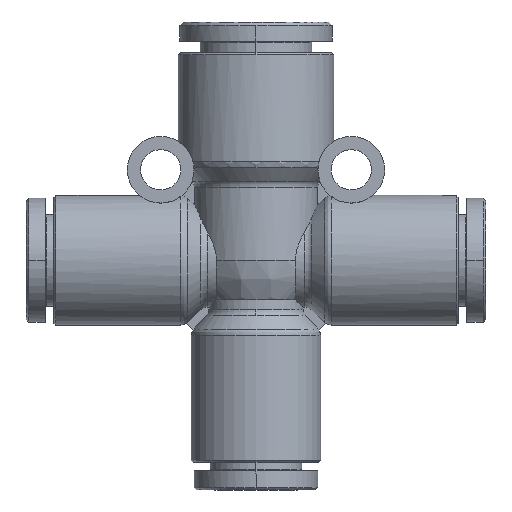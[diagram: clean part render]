
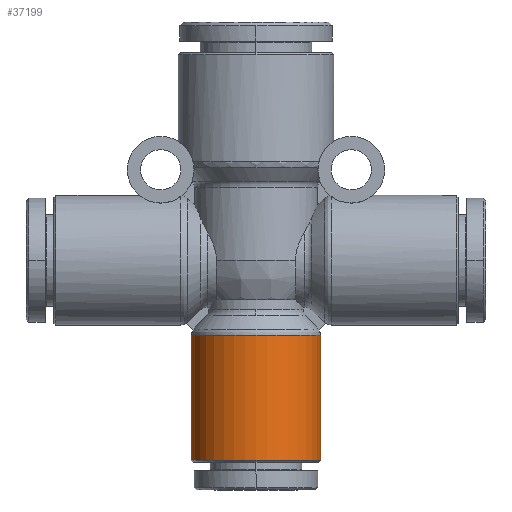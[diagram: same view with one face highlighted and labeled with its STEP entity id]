
A CAD part, front view. The second image highlights one B-rep face of the part: STEP entity #37199.
In plain terms, the highlighted cylindrical face has radius 6.8 mm (diameter 13.6 mm), a partial arc.
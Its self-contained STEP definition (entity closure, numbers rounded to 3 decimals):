
#2195 = CIRCLE ( 'NONE', #54802, 6.8 ) ;
#4139 = EDGE_CURVE ( 'NONE', #45785, #56806, #2195, .T. ) ;
#4330 = EDGE_CURVE ( 'NONE', #55058, #45785, #50146, .T. ) ;
#8480 = AXIS2_PLACEMENT_3D ( 'NONE', #21121, #17084, #17283 ) ;
#15599 = DIRECTION ( 'NONE',  ( 1., 0., 0. ) ) ;
#16881 = CARTESIAN_POINT ( 'NONE',  ( -6.3, 0., 20.95 ) ) ;
#17084 = DIRECTION ( 'NONE',  ( 0., 0., 1. ) ) ;
#17184 = CYLINDRICAL_SURFACE ( 'NONE', #8480, 6.8 ) ;
#17283 = DIRECTION ( 'NONE',  ( 1., 0., 0. ) ) ;
#17892 = DIRECTION ( 'NONE',  ( 0., 0., -1. ) ) ;
#18329 = ORIENTED_EDGE ( 'NONE', *, *, #4139, .T. ) ;
#18601 = CARTESIAN_POINT ( 'NONE',  ( 7.3, 0., 7.834 ) ) ;
#20356 = AXIS2_PLACEMENT_3D ( 'NONE', #33655, #25250, #47688 ) ;
#21121 = CARTESIAN_POINT ( 'NONE',  ( 0.5, 0., 13.45 ) ) ;
#22302 = DIRECTION ( 'NONE',  ( 1., 0., 0. ) ) ;
#23614 = CARTESIAN_POINT ( 'NONE',  ( 7.3, 0., 13.45 ) ) ;
#24207 = VECTOR ( 'NONE', #46020, 1000. ) ;
#25250 = DIRECTION ( 'NONE',  ( 0., 0., -1. ) ) ;
#28330 = CIRCLE ( 'NONE', #20356, 6.8 ) ;
#29430 = FACE_OUTER_BOUND ( 'NONE', #47696, .T. ) ;
#30269 = ORIENTED_EDGE ( 'NONE', *, *, #36649, .F. ) ;
#30577 = VERTEX_POINT ( 'NONE', #18601 ) ;
#30578 = CARTESIAN_POINT ( 'NONE',  ( 0.5, 0., 20.95 ) ) ;
#31435 = DIRECTION ( 'NONE',  ( 0., 0., 1. ) ) ;
#32727 = ORIENTED_EDGE ( 'NONE', *, *, #33747, .F. ) ;
#33411 = EDGE_CURVE ( 'NONE', #30577, #55058, #33800, .T. ) ;
#33655 = CARTESIAN_POINT ( 'NONE',  ( 0.5, 0., 7.834 ) ) ;
#33747 = EDGE_CURVE ( 'NONE', #30577, #42207, #28330, .T. ) ;
#33800 = LINE ( 'NONE', #23614, #24207 ) ;
#36649 = EDGE_CURVE ( 'NONE', #42207, #56806, #44455, .T. ) ;
#37195 = DIRECTION ( 'NONE',  ( 0., 0., -1. ) ) ;
#37199 = ADVANCED_FACE ( 'NONE', ( #29430 ), #17184, .T. ) ;
#37416 = CARTESIAN_POINT ( 'NONE',  ( 0.5, -6.8, 20.95 ) ) ;
#38563 = ORIENTED_EDGE ( 'NONE', *, *, #33411, .T. ) ;
#38907 = CARTESIAN_POINT ( 'NONE',  ( 7.3, 0., 20.95 ) ) ;
#38922 = VECTOR ( 'NONE', #31435, 1000. ) ;
#40934 = CARTESIAN_POINT ( 'NONE',  ( -6.3, 0., 7.834 ) ) ;
#42207 = VERTEX_POINT ( 'NONE', #40934 ) ;
#44455 = LINE ( 'NONE', #48917, #38922 ) ;
#45785 = VERTEX_POINT ( 'NONE', #37416 ) ;
#46020 = DIRECTION ( 'NONE',  ( 0., 0., 1. ) ) ;
#47087 = AXIS2_PLACEMENT_3D ( 'NONE', #54523, #37195, #15599 ) ;
#47688 = DIRECTION ( 'NONE',  ( 1., 0., 0. ) ) ;
#47696 = EDGE_LOOP ( 'NONE', ( #30269, #32727, #38563, #54784, #18329 ) ) ;
#48917 = CARTESIAN_POINT ( 'NONE',  ( -6.3, 0., 13.45 ) ) ;
#50146 = CIRCLE ( 'NONE', #47087, 6.8 ) ;
#54523 = CARTESIAN_POINT ( 'NONE',  ( 0.5, 0., 20.95 ) ) ;
#54784 = ORIENTED_EDGE ( 'NONE', *, *, #4330, .T. ) ;
#54802 = AXIS2_PLACEMENT_3D ( 'NONE', #30578, #17892, #22302 ) ;
#55058 = VERTEX_POINT ( 'NONE', #38907 ) ;
#56806 = VERTEX_POINT ( 'NONE', #16881 ) ;
